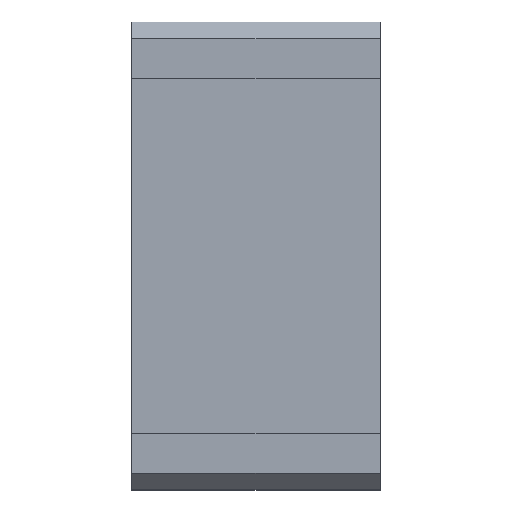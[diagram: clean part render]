
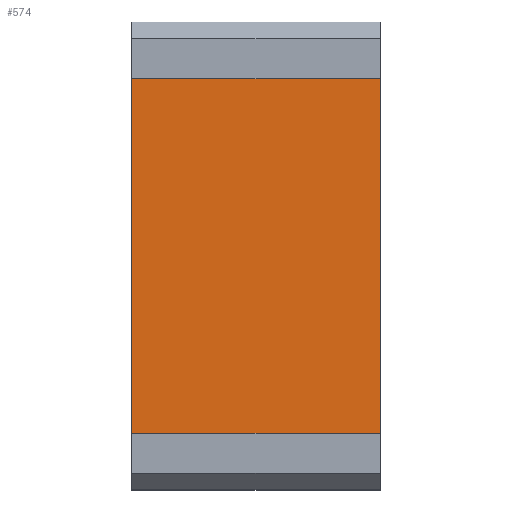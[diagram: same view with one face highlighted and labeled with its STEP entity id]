
A CAD part, top view. The second image highlights one B-rep face of the part: STEP entity #574.
In plain terms, the highlighted planar face has unit normal (0, 0, 1).
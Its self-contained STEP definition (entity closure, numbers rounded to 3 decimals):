
#556=AXIS2_PLACEMENT_3D('Plane Axis2P3D',#553,#554,#555) ;
#43=CARTESIAN_POINT('Vertex',(3.8,0.8,1.6)) ;
#46=CARTESIAN_POINT('Line Origine',(2.05,0.8,1.6)) ;
#50=CARTESIAN_POINT('Vertex',(0.3,0.8,1.6)) ;
#531=CARTESIAN_POINT('Vertex',(3.8,5.8,1.6)) ;
#538=CARTESIAN_POINT('Vertex',(0.3,5.8,1.6)) ;
#541=CARTESIAN_POINT('Line Origine',(2.05,5.8,1.6)) ;
#553=CARTESIAN_POINT('Axis2P3D Location',(2.05,0.8,1.6)) ;
#558=CARTESIAN_POINT('Line Origine',(3.8,3.3,1.6)) ;
#563=CARTESIAN_POINT('Line Origine',(0.3,3.3,1.6)) ;
#47=DIRECTION('Vector Direction',(1.,0.,0.)) ;
#542=DIRECTION('Vector Direction',(1.,0.,0.)) ;
#554=DIRECTION('Axis2P3D Direction',(0.,0.,-1.)) ;
#555=DIRECTION('Axis2P3D XDirection',(0.,1.,0.)) ;
#559=DIRECTION('Vector Direction',(0.,1.,0.)) ;
#564=DIRECTION('Vector Direction',(0.,1.,0.)) ;
#48=VECTOR('Line Direction',#47,1.) ;
#543=VECTOR('Line Direction',#542,1.) ;
#560=VECTOR('Line Direction',#559,1.) ;
#565=VECTOR('Line Direction',#564,1.) ;
#569=ORIENTED_EDGE('',*,*,#562,.T.) ;
#570=ORIENTED_EDGE('',*,*,#545,.F.) ;
#571=ORIENTED_EDGE('',*,*,#567,.F.) ;
#572=ORIENTED_EDGE('',*,*,#52,.T.) ;
#574=ADVANCED_FACE('S3D gedreht',(#573),#557,.F.) ;
#52=EDGE_CURVE('',#51,#44,#49,.T.) ;
#545=EDGE_CURVE('',#539,#532,#544,.T.) ;
#562=EDGE_CURVE('',#44,#532,#561,.T.) ;
#567=EDGE_CURVE('',#51,#539,#566,.T.) ;
#568=EDGE_LOOP('',(#569,#570,#571,#572)) ;
#573=FACE_OUTER_BOUND('',#568,.T.) ;
#49=LINE('Line',#46,#48) ;
#544=LINE('Line',#541,#543) ;
#561=LINE('Line',#558,#560) ;
#566=LINE('Line',#563,#565) ;
#557=PLANE('',#556) ;
#44=VERTEX_POINT('',#43) ;
#51=VERTEX_POINT('',#50) ;
#532=VERTEX_POINT('',#531) ;
#539=VERTEX_POINT('',#538) ;
